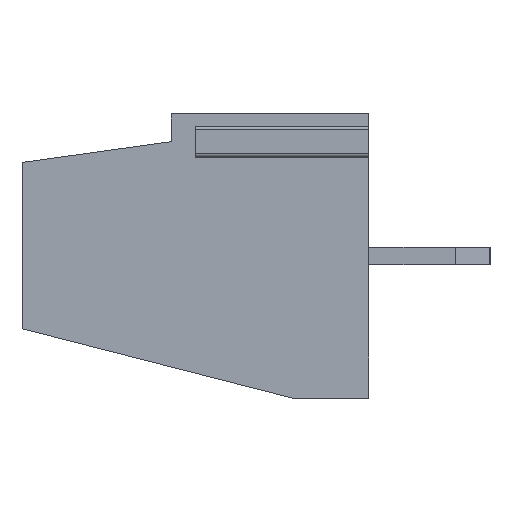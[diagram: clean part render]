
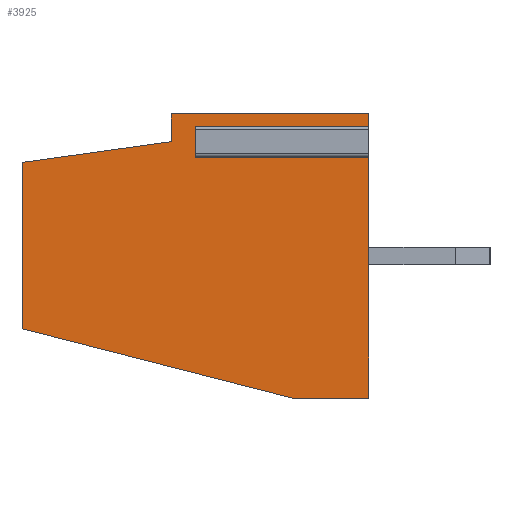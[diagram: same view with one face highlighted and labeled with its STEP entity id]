
A CAD part, left-side view. The second image highlights one B-rep face of the part: STEP entity #3925.
In plain terms, the highlighted planar face has unit normal (-1, 0, 0).
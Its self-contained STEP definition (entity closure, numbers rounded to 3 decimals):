
#72=DIRECTION('',(0.,0.,1.));
#73=VECTOR('',#72,0.85);
#74=CARTESIAN_POINT('',(-17.78,2.25,-1.225));
#75=LINE('',#74,#73);
#76=DIRECTION('',(0.,-1.,0.));
#77=VECTOR('',#76,5.);
#78=CARTESIAN_POINT('',(-17.78,2.25,-1.225));
#79=LINE('',#78,#77);
#80=DIRECTION('',(0.,0.,-1.));
#81=VECTOR('',#80,6.975);
#82=CARTESIAN_POINT('',(-17.78,-2.75,-1.225));
#83=LINE('',#82,#81);
#84=DIRECTION('',(0.,1.,0.));
#85=VECTOR('',#84,2.2);
#86=CARTESIAN_POINT('',(-17.78,-2.75,-8.2));
#87=LINE('',#86,#85);
#88=DIRECTION('',(0.,0.969,0.248));
#89=VECTOR('',#88,8.052);
#90=CARTESIAN_POINT('',(-17.78,-0.55,-8.2));
#91=LINE('',#90,#89);
#92=DIRECTION('',(0.,0.,1.));
#93=VECTOR('',#92,4.8);
#94=CARTESIAN_POINT('',(-17.78,7.25,-6.2));
#95=LINE('',#94,#93);
#96=DIRECTION('',(0.,-0.99,0.138));
#97=VECTOR('',#96,4.342);
#98=CARTESIAN_POINT('',(-17.78,7.25,-1.4));
#99=LINE('',#98,#97);
#100=DIRECTION('',(0.,0.,1.));
#101=VECTOR('',#100,0.8);
#102=CARTESIAN_POINT('',(-17.78,2.95,-0.8));
#103=LINE('',#102,#101);
#104=DIRECTION('',(0.,-1.,0.));
#105=VECTOR('',#104,5.7);
#106=CARTESIAN_POINT('',(-17.78,2.95,0.));
#107=LINE('',#106,#105);
#108=DIRECTION('',(0.,0.,-1.));
#109=VECTOR('',#108,0.375);
#110=CARTESIAN_POINT('',(-17.78,-2.75,0.));
#111=LINE('',#110,#109);
#112=DIRECTION('',(0.,-1.,0.));
#113=VECTOR('',#112,5.);
#114=CARTESIAN_POINT('',(-17.78,2.25,-0.375));
#115=LINE('',#114,#113);
#2964=CARTESIAN_POINT('',(-17.78,-2.75,-8.2));
#2965=CARTESIAN_POINT('',(-17.78,-0.55,-8.2));
#2966=VERTEX_POINT('',#2964);
#2967=VERTEX_POINT('',#2965);
#2968=CARTESIAN_POINT('',(-17.78,7.25,-6.2));
#2969=VERTEX_POINT('',#2968);
#2970=CARTESIAN_POINT('',(-17.78,7.25,-1.4));
#2971=VERTEX_POINT('',#2970);
#2972=CARTESIAN_POINT('',(-17.78,2.95,-0.8));
#2973=VERTEX_POINT('',#2972);
#2974=CARTESIAN_POINT('',(-17.78,2.95,0.));
#2975=VERTEX_POINT('',#2974);
#2976=CARTESIAN_POINT('',(-17.78,-2.75,0.));
#2977=VERTEX_POINT('',#2976);
#3040=CARTESIAN_POINT('',(-17.78,2.25,-1.225));
#3041=CARTESIAN_POINT('',(-17.78,2.25,-0.375));
#3042=VERTEX_POINT('',#3040);
#3043=VERTEX_POINT('',#3041);
#3044=CARTESIAN_POINT('',(-17.78,-2.75,-1.225));
#3045=VERTEX_POINT('',#3044);
#3046=CARTESIAN_POINT('',(-17.78,-2.75,-0.375));
#3047=VERTEX_POINT('',#3046);
#3896=CARTESIAN_POINT('',(-17.78,0.,0.));
#3897=DIRECTION('',(1.,0.,0.));
#3898=DIRECTION('',(0.,0.,-1.));
#3899=AXIS2_PLACEMENT_3D('',#3896,#3897,#3898);
#3900=PLANE('',#3899);
#3902=ORIENTED_EDGE('',*,*,#3901,.F.);
#3904=ORIENTED_EDGE('',*,*,#3903,.T.);
#3906=ORIENTED_EDGE('',*,*,#3905,.T.);
#3908=ORIENTED_EDGE('',*,*,#3907,.T.);
#3910=ORIENTED_EDGE('',*,*,#3909,.T.);
#3912=ORIENTED_EDGE('',*,*,#3911,.T.);
#3914=ORIENTED_EDGE('',*,*,#3913,.T.);
#3916=ORIENTED_EDGE('',*,*,#3915,.T.);
#3918=ORIENTED_EDGE('',*,*,#3917,.T.);
#3920=ORIENTED_EDGE('',*,*,#3919,.T.);
#3922=ORIENTED_EDGE('',*,*,#3921,.F.);
#3923=EDGE_LOOP('',(#3902,#3904,#3906,#3908,#3910,#3912,#3914,#3916,#3918,#3920,
#3922));
#3924=FACE_OUTER_BOUND('',#3923,.F.);
#3925=ADVANCED_FACE('',(#3924),#3900,.F.);
#3901=EDGE_CURVE('',#3042,#3043,#75,.T.);
#3903=EDGE_CURVE('',#3042,#3045,#79,.T.);
#3905=EDGE_CURVE('',#3045,#2966,#83,.T.);
#3907=EDGE_CURVE('',#2966,#2967,#87,.T.);
#3909=EDGE_CURVE('',#2967,#2969,#91,.T.);
#3911=EDGE_CURVE('',#2969,#2971,#95,.T.);
#3913=EDGE_CURVE('',#2971,#2973,#99,.T.);
#3915=EDGE_CURVE('',#2973,#2975,#103,.T.);
#3917=EDGE_CURVE('',#2975,#2977,#107,.T.);
#3919=EDGE_CURVE('',#2977,#3047,#111,.T.);
#3921=EDGE_CURVE('',#3043,#3047,#115,.T.);
